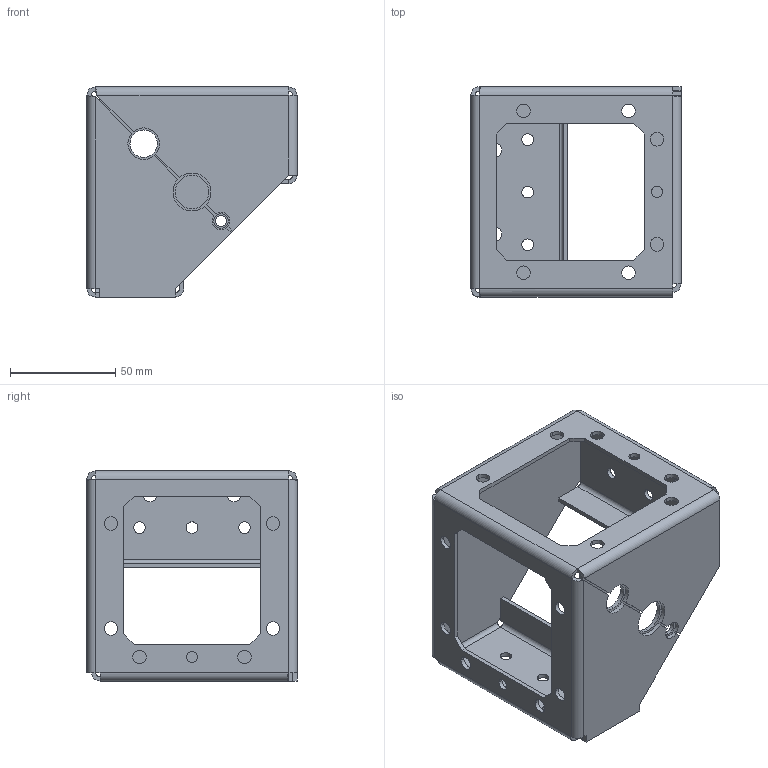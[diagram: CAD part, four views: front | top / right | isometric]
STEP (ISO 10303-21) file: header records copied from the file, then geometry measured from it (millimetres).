
FILE_DESCRIPTION (( 'STEP AP214' ), '1' );
FILE_NAME ('FO-00D-KC-010-7035 FORMAT Óãîë öîêîëÿ 100 (4øò_êîìïë) IEK.STEP', '2024-09-23T08:40:31', ( '' ), ( '' ), 'SwSTEP 2.0', 'SolidWorks 2022', '' );
FILE_SCHEMA (( 'AUTOMOTIVE_DESIGN' ));
Length unit declared in the file: millimetre
Products named in the file (1): FO-00D-KC-010-7035 FORMAT Угол цоколя 100 (4шт_компл) IEK
Bounding box: 100 x 100 x 100 mm (x, y, z)
Volume: 94755.5 mm3; surface area: 100611.2 mm2
Topology: 1 solids, 1 shells, 201 faces, 519 edges, 320 vertices
Faces by surface type: plane 105, cylinder 92, bspline 4
Entity records: 8690 total; most frequent: CARTESIAN_POINT 1325, DIRECTION 1083, ORIENTED_EDGE 1038, EDGE_CURVE 519, AXIS2_PLACEMENT_3D 374, VECTOR 335, LINE 335, VERTEX_POINT 320
